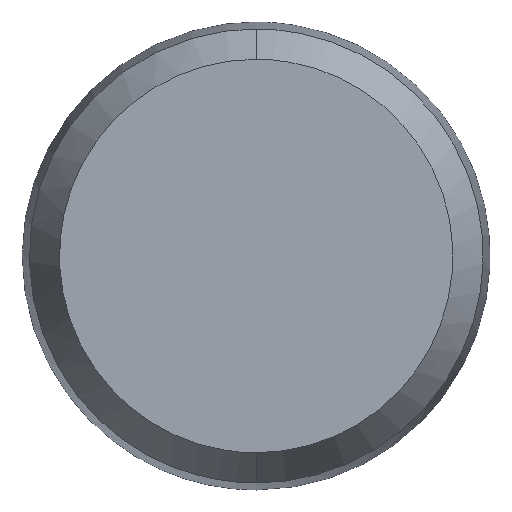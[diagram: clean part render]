
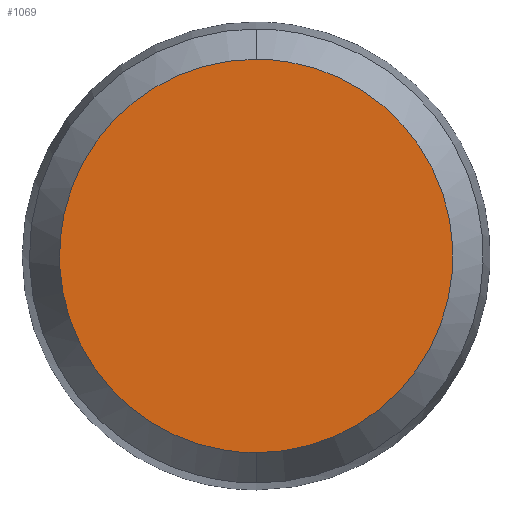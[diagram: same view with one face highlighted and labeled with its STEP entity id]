
A CAD part, front view. The second image highlights one B-rep face of the part: STEP entity #1069.
In plain terms, the highlighted free-form (B-spline) face has degree [1, 1] with [2, 2] control points.
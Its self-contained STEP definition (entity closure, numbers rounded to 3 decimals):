
#36 = CARTESIAN_POINT ( 'NONE',  ( 6.785, 0., -2.302 ) ) ;
#39 = CARTESIAN_POINT ( 'NONE',  ( 6.426, 0., -3.17 ) ) ;
#48 = CARTESIAN_POINT ( 'NONE',  ( -6.921, 0., -1.855 ) ) ;
#56 = CARTESIAN_POINT ( 'NONE',  ( -6.921, 0., 1.855 ) ) ;
#71 = CARTESIAN_POINT ( 'NONE',  ( -0.934, 0., 7.104 ) ) ;
#76 = B_SPLINE_CURVE_WITH_KNOTS ( 'NONE', 3,
 ( #157, #630, #71, #905, #801, #787, #342, #709, #234, #805, #248, #1181, #910, #620, #56, #892, #332, #347, #1015, #48, #1091, #1007, #1003, #508, #240, #148, #994, #1177, #231, #796, #436, #899, #339, #514 ),
 .UNSPECIFIED., .F., .F.,
 ( 4, 2, 2, 2, 2, 2, 2, 2, 2, 2, 2, 2, 2, 2, 2, 2, 4 ),
 ( 0., 0.196, 0.393, 0.589, 0.785, 0.982, 1.178, 1.374, 1.571, 1.767, 1.963, 2.16, 2.356, 2.553, 2.749, 2.945, 3.142 ),
 .UNSPECIFIED. ) ;
#117 = CARTESIAN_POINT ( 'NONE',  ( 6.921, 0., -1.855 ) ) ;
#124 = CARTESIAN_POINT ( 'NONE',  ( 4.363, 0., -5.684 ) ) ;
#132 = CARTESIAN_POINT ( 'NONE',  ( 6.426, 0., 3.17 ) ) ;
#133 = VERTEX_POINT ( 'NONE', #487 ) ;
#134 = CARTESIAN_POINT ( 'NONE',  ( 0., 0., -7.15 ) ) ;
#137 = CARTESIAN_POINT ( 'NONE',  ( 3.17, 0., -6.426 ) ) ;
#148 = CARTESIAN_POINT ( 'NONE',  ( -4.724, 0., -5.388 ) ) ;
#157 = CARTESIAN_POINT ( 'NONE',  ( 0., 0., 7.15 ) ) ;
#184 = EDGE_CURVE ( 'NONE', #890, #133, #806, .T. ) ;
#208 = EDGE_CURVE ( 'NONE', #133, #890, #76, .T. ) ;
#211 = CARTESIAN_POINT ( 'NONE',  ( 7.104, 0., 0.934 ) ) ;
#216 = CARTESIAN_POINT ( 'NONE',  ( 6.206, 0., -3.582 ) ) ;
#219 = CARTESIAN_POINT ( 'NONE',  ( 4.363, 0., 5.684 ) ) ;
#231 = CARTESIAN_POINT ( 'NONE',  ( -3.17, 0., -6.426 ) ) ;
#234 = CARTESIAN_POINT ( 'NONE',  ( -4.724, 0., 5.388 ) ) ;
#240 = CARTESIAN_POINT ( 'NONE',  ( -5.388, 0., -4.724 ) ) ;
#248 = CARTESIAN_POINT ( 'NONE',  ( -5.684, 0., 4.363 ) ) ;
#304 = CARTESIAN_POINT ( 'NONE',  ( 1.855, 0., -6.921 ) ) ;
#318 = CARTESIAN_POINT ( 'NONE',  ( 1.855, 0., 6.921 ) ) ;
#323 = CARTESIAN_POINT ( 'NONE',  ( 0., 0., -7.15 ) ) ;
#332 = CARTESIAN_POINT ( 'NONE',  ( -7.15, 0., 0.469 ) ) ;
#339 = CARTESIAN_POINT ( 'NONE',  ( -0.469, 0., -7.15 ) ) ;
#342 = CARTESIAN_POINT ( 'NONE',  ( -3.582, 0., 6.206 ) ) ;
#347 = CARTESIAN_POINT ( 'NONE',  ( -7.15, 0., -0.469 ) ) ;
#409 = CARTESIAN_POINT ( 'NONE',  ( 5.388, 0., -4.724 ) ) ;
#414 = CARTESIAN_POINT ( 'NONE',  ( 6.785, 0., 2.302 ) ) ;
#436 = CARTESIAN_POINT ( 'NONE',  ( -1.855, 0., -6.921 ) ) ;
#487 = CARTESIAN_POINT ( 'NONE',  ( 0., 0., 7.15 ) ) ;
#508 = CARTESIAN_POINT ( 'NONE',  ( -5.684, 0., -4.363 ) ) ;
#514 = CARTESIAN_POINT ( 'NONE',  ( 0., 0., -7.15 ) ) ;
#588 = CARTESIAN_POINT ( 'NONE',  ( 0.469, 0., -7.15 ) ) ;
#594 = CARTESIAN_POINT ( 'NONE',  ( 2.302, 0., -6.785 ) ) ;
#600 = CARTESIAN_POINT ( 'NONE',  ( 3.582, 0., -6.206 ) ) ;
#608 = CARTESIAN_POINT ( 'NONE',  ( 7.236, 0., 7.236 ) ) ;
#616 = ORIENTED_EDGE ( 'NONE', *, *, #208, .T. ) ;
#620 = CARTESIAN_POINT ( 'NONE',  ( -6.785, 0., 2.302 ) ) ;
#630 = CARTESIAN_POINT ( 'NONE',  ( -0.469, 0., 7.15 ) ) ;
#699 = CARTESIAN_POINT ( 'NONE',  ( 0.934, 0., -7.104 ) ) ;
#701 = CARTESIAN_POINT ( 'NONE',  ( -7.236, 0., 7.236 ) ) ;
#709 = CARTESIAN_POINT ( 'NONE',  ( -4.363, 0., 5.684 ) ) ;
#764 = CARTESIAN_POINT ( 'NONE',  ( 7.15, 0., 0.469 ) ) ;
#774 = CARTESIAN_POINT ( 'NONE',  ( 5.684, 0., 4.363 ) ) ;
#778 = CARTESIAN_POINT ( 'NONE',  ( 7.236, 0., -7.236 ) ) ;
#779 = CARTESIAN_POINT ( 'NONE',  ( 4.724, 0., 5.388 ) ) ;
#787 = CARTESIAN_POINT ( 'NONE',  ( -3.17, 0., 6.426 ) ) ;
#795 = B_SPLINE_SURFACE_WITH_KNOTS ( 'NONE', 1, 1, ( 
 ( #701, #608 ),
 ( #1176, #778 ) ),
 .UNSPECIFIED., .F., .F., .F.,
 ( 2, 2 ),
 ( 2, 2 ),
 ( 0., 1. ),
 ( 0., 1. ),
 .UNSPECIFIED. ) ;
#796 = CARTESIAN_POINT ( 'NONE',  ( -2.302, 0., -6.785 ) ) ;
#801 = CARTESIAN_POINT ( 'NONE',  ( -2.302, 0., 6.785 ) ) ;
#805 = CARTESIAN_POINT ( 'NONE',  ( -5.388, 0., 4.724 ) ) ;
#806 = B_SPLINE_CURVE_WITH_KNOTS ( 'NONE', 3,
 ( #323, #588, #699, #304, #594, #137, #600, #124, #1079, #409, #1068, #216, #39, #36, #117, #869, #1160, #764, #211, #974, #414, #132, #1085, #774, #981, #779, #219, #1075, #864, #1168, #318, #877, #1174, #888 ),
 .UNSPECIFIED., .F., .F.,
 ( 4, 2, 2, 2, 2, 2, 2, 2, 2, 2, 2, 2, 2, 2, 2, 2, 4 ),
 ( 0., 0.196, 0.393, 0.589, 0.785, 0.982, 1.178, 1.374, 1.571, 1.767, 1.963, 2.16, 2.356, 2.553, 2.749, 2.945, 3.142 ),
 .UNSPECIFIED. ) ;
#864 = CARTESIAN_POINT ( 'NONE',  ( 3.17, 0., 6.426 ) ) ;
#869 = CARTESIAN_POINT ( 'NONE',  ( 7.104, 0., -0.934 ) ) ;
#877 = CARTESIAN_POINT ( 'NONE',  ( 0.934, 0., 7.104 ) ) ;
#888 = CARTESIAN_POINT ( 'NONE',  ( 0., 0., 7.15 ) ) ;
#890 = VERTEX_POINT ( 'NONE', #134 ) ;
#892 = CARTESIAN_POINT ( 'NONE',  ( -7.104, 0., 0.934 ) ) ;
#899 = CARTESIAN_POINT ( 'NONE',  ( -0.934, 0., -7.104 ) ) ;
#905 = CARTESIAN_POINT ( 'NONE',  ( -1.855, 0., 6.921 ) ) ;
#910 = CARTESIAN_POINT ( 'NONE',  ( -6.426, 0., 3.17 ) ) ;
#974 = CARTESIAN_POINT ( 'NONE',  ( 6.921, 0., 1.855 ) ) ;
#981 = CARTESIAN_POINT ( 'NONE',  ( 5.388, 0., 4.724 ) ) ;
#994 = CARTESIAN_POINT ( 'NONE',  ( -4.363, 0., -5.684 ) ) ;
#1003 = CARTESIAN_POINT ( 'NONE',  ( -6.206, 0., -3.582 ) ) ;
#1007 = CARTESIAN_POINT ( 'NONE',  ( -6.426, 0., -3.17 ) ) ;
#1015 = CARTESIAN_POINT ( 'NONE',  ( -7.104, 0., -0.934 ) ) ;
#1068 = CARTESIAN_POINT ( 'NONE',  ( 5.684, 0., -4.363 ) ) ;
#1069 = ADVANCED_FACE ( 'NONE', ( #1159 ), #795, .T. ) ;
#1075 = CARTESIAN_POINT ( 'NONE',  ( 3.582, 0., 6.206 ) ) ;
#1079 = CARTESIAN_POINT ( 'NONE',  ( 4.724, 0., -5.388 ) ) ;
#1085 = CARTESIAN_POINT ( 'NONE',  ( 6.206, 0., 3.582 ) ) ;
#1091 = CARTESIAN_POINT ( 'NONE',  ( -6.785, 0., -2.302 ) ) ;
#1138 = ORIENTED_EDGE ( 'NONE', *, *, #184, .T. ) ;
#1142 = EDGE_LOOP ( 'NONE', ( #616, #1138 ) ) ;
#1159 = FACE_OUTER_BOUND ( 'NONE', #1142, .T. ) ;
#1160 = CARTESIAN_POINT ( 'NONE',  ( 7.15, 0., -0.469 ) ) ;
#1168 = CARTESIAN_POINT ( 'NONE',  ( 2.302, 0., 6.785 ) ) ;
#1174 = CARTESIAN_POINT ( 'NONE',  ( 0.469, 0., 7.15 ) ) ;
#1176 = CARTESIAN_POINT ( 'NONE',  ( -7.236, 0., -7.236 ) ) ;
#1177 = CARTESIAN_POINT ( 'NONE',  ( -3.582, 0., -6.206 ) ) ;
#1181 = CARTESIAN_POINT ( 'NONE',  ( -6.206, 0., 3.582 ) ) ;
